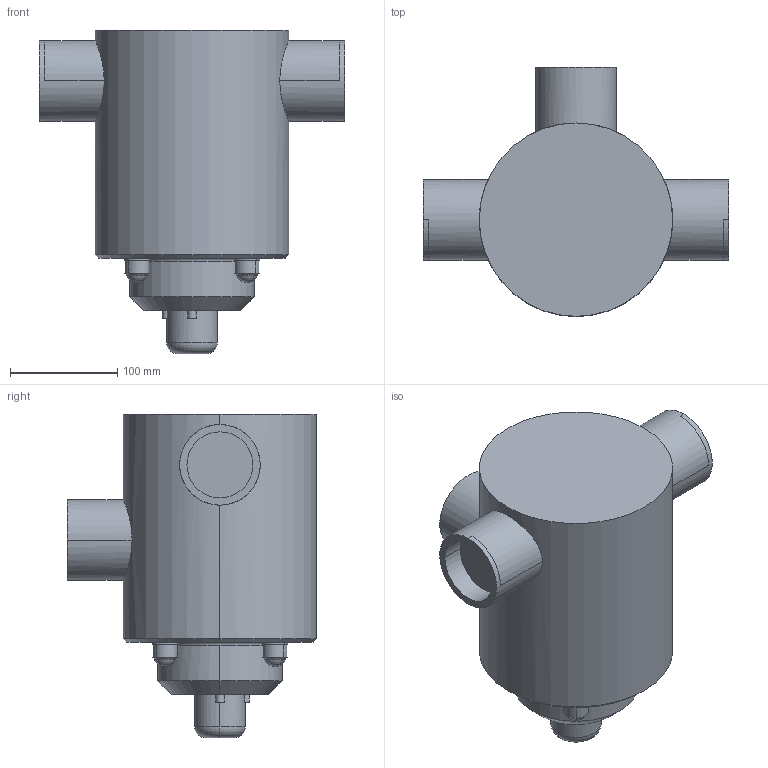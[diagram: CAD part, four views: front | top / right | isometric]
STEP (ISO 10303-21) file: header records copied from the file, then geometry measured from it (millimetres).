
FILE_DESCRIPTION((''),'2;1');
FILE_NAME('KU_V185_PP_DN65_17005465','2019-06-03T',('Kattner'),(''),'PRO/ENGINEER BY PARAMETRIC TECHNOLOGY CORPORATION, 2016360','PRO/ENGINEER BY PARAMETRIC TECHNOLOGY CORPORATION, 2016360','');
FILE_SCHEMA(('AUTOMOTIVE_DESIGN { 1 0 10303 214 1 1 1 1 }'));
Length unit declared in the file: millimetre
Products named in the file (1): KU_V185_PP_DN65_17005465
Bounding box: 284 x 232 x 301 mm (x, y, z)
Volume: 6518325.4 mm3; surface area: 245206.7 mm2
Topology: 1 solids, 1 shells, 84 faces, 222 edges, 142 vertices
Faces by surface type: cylinder 36, cone 20, plane 16, sphere 8, torus 4
Entity records: 2819 total; most frequent: CARTESIAN_POINT 596, DIRECTION 496, ORIENTED_EDGE 428, AXIS2_PLACEMENT_3D 216, EDGE_CURVE 214, VERTEX_POINT 142, CIRCLE 132, EDGE_LOOP 94
